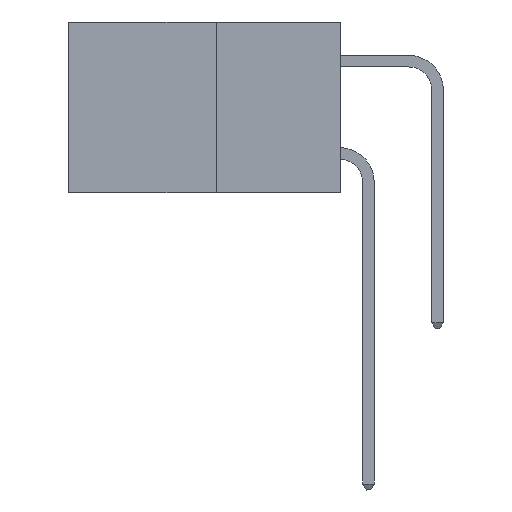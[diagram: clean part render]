
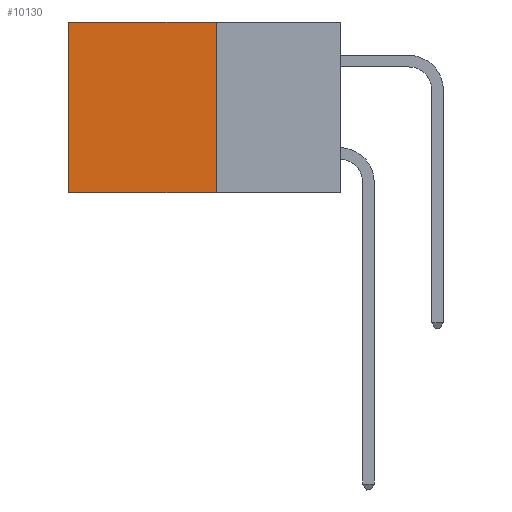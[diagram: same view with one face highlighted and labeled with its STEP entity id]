
A CAD part, left-side view. The second image highlights one B-rep face of the part: STEP entity #10130.
In plain terms, the highlighted planar face has unit normal (-1, 0, 0).
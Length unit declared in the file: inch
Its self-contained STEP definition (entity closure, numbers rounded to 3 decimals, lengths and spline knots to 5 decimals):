
#247 = CARTESIAN_POINT ( 'NONE',  ( 0.277, 0.27, -0.37 ) ) ;
#385 = EDGE_LOOP ( 'NONE', ( #12639, #12610, #7432, #7950 ) ) ;
#531 = DIRECTION ( 'NONE',  ( 0., 0., -1. ) ) ;
#1486 = AXIS2_PLACEMENT_3D ( 'NONE', #15719, #8564, #531 ) ;
#1492 = LINE ( 'NONE', #247, #8604 ) ;
#1889 = EDGE_CURVE ( 'NONE', #10436, #5031, #13665, .T. ) ;
#2109 = EDGE_CURVE ( 'NONE', #6753, #10436, #6059, .T. ) ;
#3248 = CARTESIAN_POINT ( 'NONE',  ( 0.277, 0.59, -0.37 ) ) ;
#3570 = VECTOR ( 'NONE', #7007, 39.37008 ) ;
#5031 = VERTEX_POINT ( 'NONE', #9741 ) ;
#5816 = CARTESIAN_POINT ( 'NONE',  ( 0.277, 0.27, 0. ) ) ;
#6059 = LINE ( 'NONE', #6713, #9108 ) ;
#6713 = CARTESIAN_POINT ( 'NONE',  ( 0.277, 0.27, 0. ) ) ;
#6753 = VERTEX_POINT ( 'NONE', #5816 ) ;
#7007 = DIRECTION ( 'NONE',  ( 0., 0., -1. ) ) ;
#7222 = PLANE ( 'NONE',  #1486 ) ;
#7432 = ORIENTED_EDGE ( 'NONE', *, *, #12646, .F. ) ;
#7950 = ORIENTED_EDGE ( 'NONE', *, *, #2109, .T. ) ;
#8564 = DIRECTION ( 'NONE',  ( 1., 0., 0. ) ) ;
#8604 = VECTOR ( 'NONE', #12040, 39.37008 ) ;
#8790 = DIRECTION ( 'NONE',  ( 0., 1., 0. ) ) ;
#9108 = VECTOR ( 'NONE', #8790, 39.37008 ) ;
#9638 = FACE_OUTER_BOUND ( 'NONE', #385, .T. ) ;
#9741 = CARTESIAN_POINT ( 'NONE',  ( 0.277, 0.59, -0.37 ) ) ;
#10032 = EDGE_CURVE ( 'NONE', #11890, #5031, #12882, .T. ) ;
#10130 = ADVANCED_FACE ( 'NONE', ( #9638 ), #7222, .F. ) ;
#10143 = CARTESIAN_POINT ( 'NONE',  ( 0.277, 0.27, -0.37 ) ) ;
#10228 = CARTESIAN_POINT ( 'NONE',  ( 0.277, 0.59, 0. ) ) ;
#10436 = VERTEX_POINT ( 'NONE', #10228 ) ;
#11890 = VERTEX_POINT ( 'NONE', #10143 ) ;
#12040 = DIRECTION ( 'NONE',  ( 0., 0., -1. ) ) ;
#12610 = ORIENTED_EDGE ( 'NONE', *, *, #10032, .F. ) ;
#12639 = ORIENTED_EDGE ( 'NONE', *, *, #1889, .T. ) ;
#12646 = EDGE_CURVE ( 'NONE', #6753, #11890, #1492, .T. ) ;
#12882 = LINE ( 'NONE', #14469, #15903 ) ;
#13665 = LINE ( 'NONE', #3248, #3570 ) ;
#14469 = CARTESIAN_POINT ( 'NONE',  ( 0.277, 0.27, -0.37 ) ) ;
#15623 = DIRECTION ( 'NONE',  ( 0., 1., 0. ) ) ;
#15719 = CARTESIAN_POINT ( 'NONE',  ( 0.277, 0.27, -0.37 ) ) ;
#15903 = VECTOR ( 'NONE', #15623, 39.37008 ) ;
